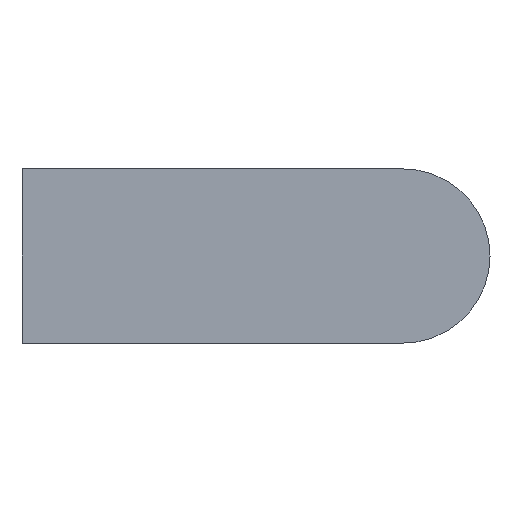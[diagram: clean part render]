
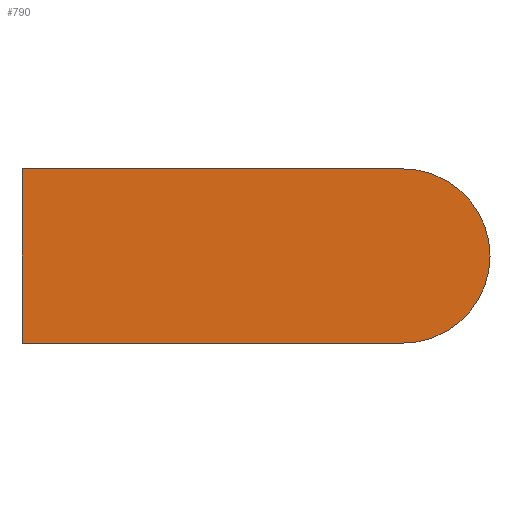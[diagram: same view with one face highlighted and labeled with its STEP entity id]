
A CAD part, front view. The second image highlights one B-rep face of the part: STEP entity #790.
In plain terms, the highlighted face is planar.
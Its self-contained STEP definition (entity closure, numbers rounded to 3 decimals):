
#120=CARTESIAN_POINT('',(15.289,6.,
-6.51));
#130=VERTEX_POINT('',#120);
#280=CARTESIAN_POINT('',(15.289,6.,
0.));
#290=VERTEX_POINT('',#280);
#320=CARTESIAN_POINT('',(15.289,6.,
0.));
#330=DIRECTION('',(0.,0.,-1.));
#340=VECTOR('',#330,1.);
#350=LINE('',#320,#340);
#360=EDGE_CURVE('',#290,#130,#350,.T.);
#480=CARTESIAN_POINT('',(13.095,6.,
-6.549));
#490=DIRECTION('',(0.,-1.,0.));
#500=DIRECTION('',(1.,0.,0.));
#510=AXIS2_PLACEMENT_3D('',#480,#490,#500);
#520=PLANE('',#510);
#530=ORIENTED_EDGE('',*,*,#360,.T.);
#540=CARTESIAN_POINT('',(15.38,6.,
0.));
#550=DIRECTION('',(1.,0.,0.));
#560=VECTOR('',#550,1.);
#570=LINE('',#540,#560);
#580=CARTESIAN_POINT('',(12.309,6.,
0.));
#590=VERTEX_POINT('',#580);
#600=EDGE_CURVE('',#590,#290,#570,.T.);
#610=ORIENTED_EDGE('',*,*,#600,.T.);
#620=CARTESIAN_POINT('',(12.309,6.,
0.));
#630=DIRECTION('',(0.,0.,1.));
#640=VECTOR('',#630,1.);
#650=LINE('',#620,#640);
#660=CARTESIAN_POINT('',(12.309,6.,
-6.51));
#670=VERTEX_POINT('',#660);
#680=EDGE_CURVE('',#670,#590,#650,.T.);
#690=ORIENTED_EDGE('',*,*,#680,.T.);
#700=CARTESIAN_POINT('',(13.799,6.,
-6.51));
#710=DIRECTION('',(0.,1.,0.));
#720=DIRECTION('',(-1.,0.,0.));
#730=AXIS2_PLACEMENT_3D('',#700,#710,#720);
#740=CIRCLE('',#730,1.49);
#750=EDGE_CURVE('',#130,#670,#740,.T.);
#760=ORIENTED_EDGE('',*,*,#750,.T.);
#770=EDGE_LOOP('',(#760,#690,#610,#530));
#780=FACE_OUTER_BOUND('',#770,.T.);
#790=ADVANCED_FACE('',(#780),#520,.F.);
